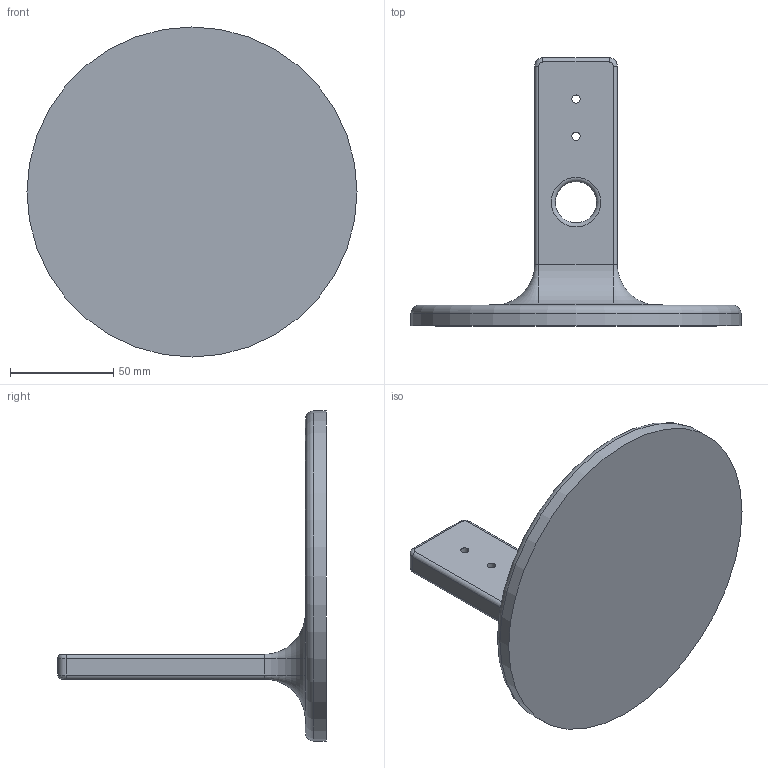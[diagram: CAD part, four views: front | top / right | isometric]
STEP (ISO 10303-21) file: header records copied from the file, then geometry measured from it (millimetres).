
FILE_DESCRIPTION(/* description */ (''),/* implementation_level */ '2;1');
FILE_NAME(/* name */ 'webcam stand v9.step',/* time_stamp */ '2017-05-10T17:43:47+02:00',/* author */ (''),/* organization */ (''),/* preprocessor_version */ 'ST-DEVELOPER v16.13',/* originating_system */ 'Autodesk Translation Framework v6.1.1.50',/* authorisation */ '');
FILE_SCHEMA (('AUTOMOTIVE_DESIGN { 1 0 10303 214 3 1 1 }'));
Length unit declared in the file: millimetre
Products named in the file (1): webcam stand v9
Bounding box: 160 x 130 x 160 mm (x, y, z)
Volume: 263026.4 mm3; surface area: 55999.6 mm2
Topology: 1 solids, 1 shells, 48 faces, 110 edges, 67 vertices
Faces by surface type: plane 21, cylinder 16, torus 7, bspline 4
Full cylindrical faces by diameter (mm): 4 x2, 20 x1, 160 x1
Entity records: 1367 total; most frequent: CARTESIAN_POINT 251, DIRECTION 236, ORIENTED_EDGE 206, EDGE_CURVE 103, AXIS2_PLACEMENT_3D 88, VERTEX_POINT 67, EDGE_LOOP 64, LINE 60
